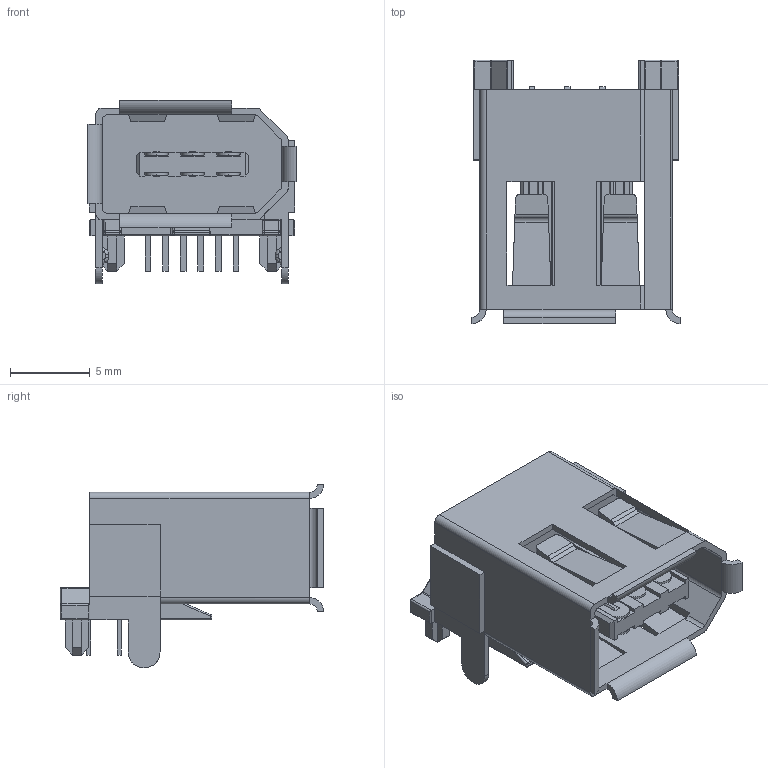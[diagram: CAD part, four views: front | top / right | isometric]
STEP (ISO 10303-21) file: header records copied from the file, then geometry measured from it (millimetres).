
FILE_DESCRIPTION(('CATIA V5 STEP Exchange','CAx-IF Rec.Pracs.--- Model Styling and Organization---1.5--- 2016-08-15','CAx-IF Rec.Pracs.---Supplemental Geometry---1.0---2011-11-01','CAx-IF Rec.Pracs.--- Composite Materials ---1.1---2010-07-15'),'2;1');
FILE_NAME ('2110563-1_0', '2024-10-01T11:25:55+00:00', ('none'), ('Weidmueller'), 'CATIA Version 5-6 Release 2022 SP4 HF5', 'CATIA V5 STEP AP214 v3', 'none');
FILE_SCHEMA(('AUTOMOTIVE_DESIGN { 1 0 10303 214 1 1 1 1 }'));
Length unit declared in the file: millimetre
Products named in the file (1): 3116220000
Bounding box: 13.05 x 16.5 x 11.5 mm (x, y, z)
Volume: 719.1 mm3; surface area: 1509.1 mm2
Topology: 1 solids, 1 shells, 487 faces, 1308 edges, 812 vertices
Faces by surface type: plane 301, cylinder 149, torus 19, sphere 17, bspline 1
Entity records: 14722 total; most frequent: CARTESIAN_POINT 3443, ORIENTED_EDGE 2582, DIRECTION 1783, EDGE_CURVE 1291, VECTOR 963, LINE 963, VERTEX_POINT 812, AXIS2_PLACEMENT_3D 516
